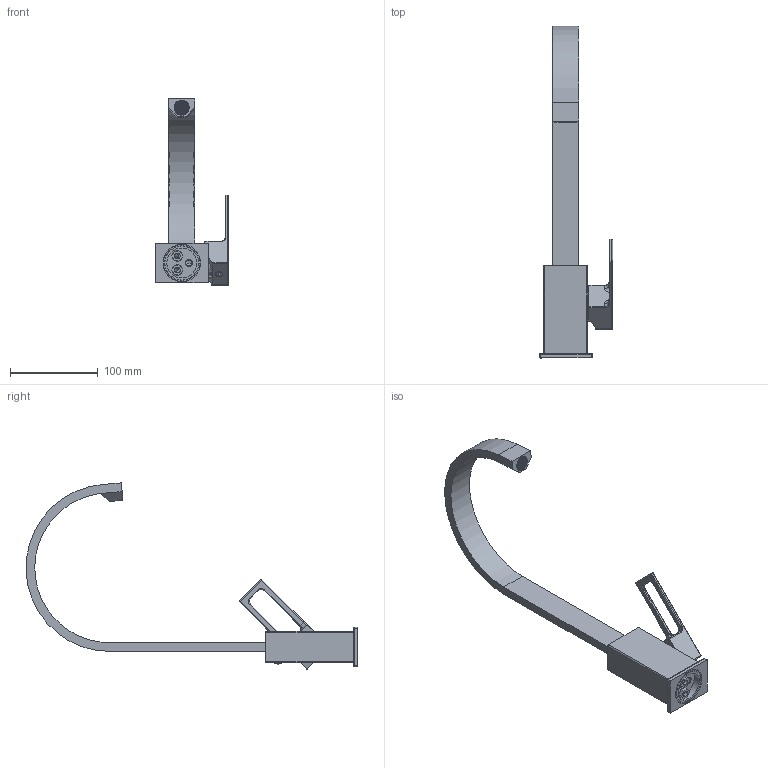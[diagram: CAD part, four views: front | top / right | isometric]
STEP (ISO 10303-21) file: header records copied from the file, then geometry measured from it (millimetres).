
FILE_DESCRIPTION((''),'2;1');
FILE_NAME('EF880CR','2021-04-12T16:40:58',('ut3'),('PAFFONI SpA'),'CREO PARAMETRIC BY PTC INC, 2020044','CREO PARAMETRIC BY PTC INC, 2020044','');
FILE_SCHEMA(('CONFIG_CONTROL_DESIGN','SHAPE_APPEARANCE_LAYERS_GROUPS'));
Products named in the file (1): EF880CR
Bounding box: 83.28 x 377.91 x 212.23 mm (x, y, z)
Volume: 239979.9 mm3; surface area: 125881.3 mm2
Topology: 4 solids, 4 shells, 2637 faces, 7089 edges, 4505 vertices
Faces by surface type: plane 1871, cylinder 498, cone 99, bspline 91, torus 64, sphere 14
Entity records: 121176 total; most frequent: CARTESIAN_POINT 42830, ORIENTED_EDGE 14130, DIRECTION 10401, EDGE_CURVE 7065, VERTEX_POINT 4505, VECTOR 3583, LINE 3583, AXIS2_PLACEMENT_3D 3409
